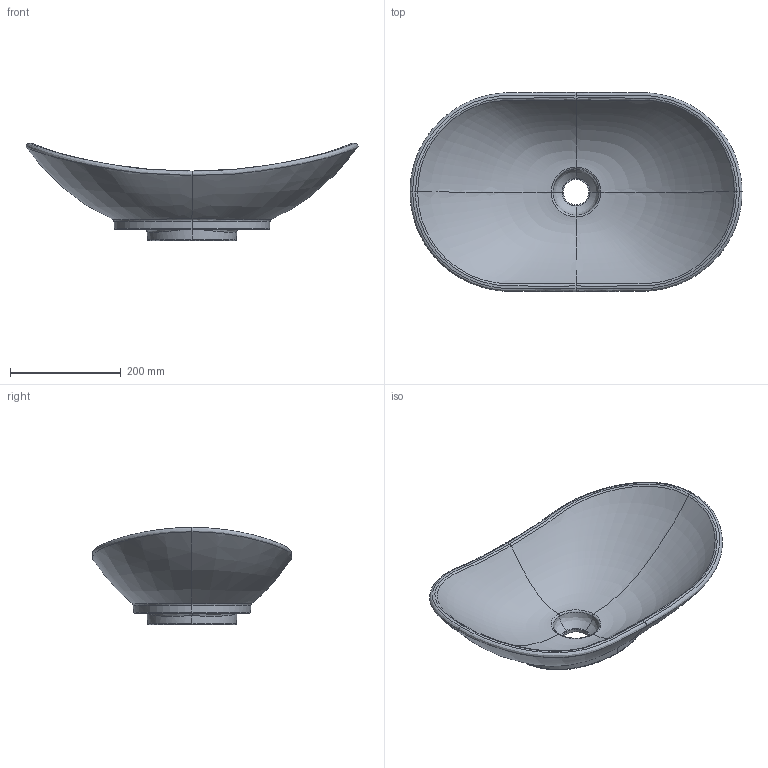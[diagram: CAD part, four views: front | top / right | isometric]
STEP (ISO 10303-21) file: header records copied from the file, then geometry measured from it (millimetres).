
FILE_DESCRIPTION(/* description */ (''),/* implementation_level */ '2;1');
FILE_NAME(/* name */ '411060_Nature_Light_AWT.stp',/* time_stamp */ '2019-02-15T07:03:08+01:00',/* author */ (''),/* organization */ (''),/* preprocessor_version */ 'ST-DEVELOPER v16',/* originating_system */ 'SIEMENS PLM Software NX 10.0',/* authorisation */ '');
FILE_SCHEMA (('AUTOMOTIVE_DESIGN { 1 0 10303 214 3 1 1 1 }'));
Length unit declared in the file: millimetre
Products named in the file (1): math27F85B32yd62
Bounding box: 599.27 x 359.42 x 175.35 mm (x, y, z)
Volume: 3925680.3 mm3; surface area: 501387.3 mm2
Topology: 1 solids, 1 shells, 77 faces, 175 edges, 99 vertices
Faces by surface type: bspline 56, plane 17, cylinder 4
Entity records: 19738 total; most frequent: CARTESIAN_POINT 18544, ORIENTED_EDGE 350, EDGE_CURVE 175, B_SPLINE_CURVE_WITH_KNOTS 102, VERTEX_POINT 99, EDGE_LOOP 78, ADVANCED_FACE 77, FACE_OUTER_BOUND 76
